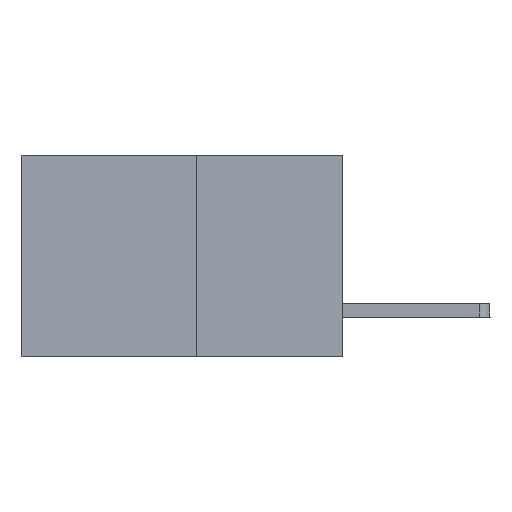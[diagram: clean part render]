
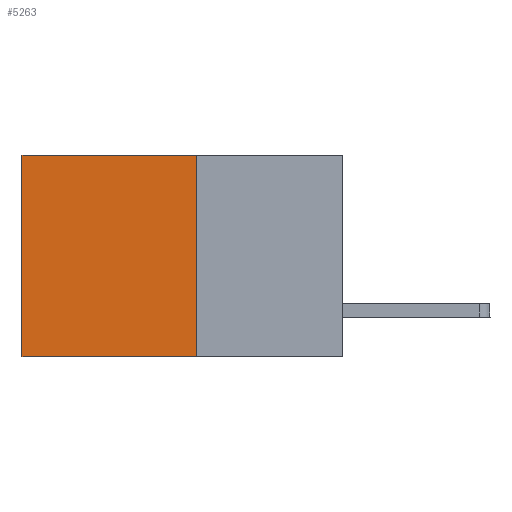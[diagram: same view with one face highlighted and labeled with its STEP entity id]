
A CAD part, left-side view. The second image highlights one B-rep face of the part: STEP entity #5263.
In plain terms, the highlighted planar face has unit normal (-1, 0, 0).
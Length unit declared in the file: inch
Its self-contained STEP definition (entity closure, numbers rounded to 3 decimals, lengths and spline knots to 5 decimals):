
#218 = DIRECTION ( 'NONE',  ( 0., 0., -1. ) ) ;
#484 = DIRECTION ( 'NONE',  ( 0., 0., -1. ) ) ;
#642 = ORIENTED_EDGE ( 'NONE', *, *, #4532, .F. ) ;
#993 = VERTEX_POINT ( 'NONE', #3257 ) ;
#1039 = EDGE_CURVE ( 'NONE', #993, #6798, #5979, .T. ) ;
#1135 = CARTESIAN_POINT ( 'NONE',  ( 0.277, 0.27, -0.37 ) ) ;
#1340 = LINE ( 'NONE', #3932, #8285 ) ;
#1391 = AXIS2_PLACEMENT_3D ( 'NONE', #9462, #7056, #484 ) ;
#1942 = VERTEX_POINT ( 'NONE', #6130 ) ;
#2220 = VECTOR ( 'NONE', #218, 39.37008 ) ;
#2281 = CARTESIAN_POINT ( 'NONE',  ( 0.277, 0.27, -0.37 ) ) ;
#2967 = CARTESIAN_POINT ( 'NONE',  ( 0.277, 0.27, -0.37 ) ) ;
#3257 = CARTESIAN_POINT ( 'NONE',  ( 0.277, 0.59, 0. ) ) ;
#3932 = CARTESIAN_POINT ( 'NONE',  ( 0.277, 0.27, 0. ) ) ;
#4117 = ORIENTED_EDGE ( 'NONE', *, *, #10178, .T. ) ;
#4532 = EDGE_CURVE ( 'NONE', #1942, #5323, #10274, .T. ) ;
#4561 = EDGE_CURVE ( 'NONE', #5323, #6798, #8525, .T. ) ;
#4624 = DIRECTION ( 'NONE',  ( 0., 0., -1. ) ) ;
#5263 = ADVANCED_FACE ( 'NONE', ( #6046 ), #5290, .F. ) ;
#5290 = PLANE ( 'NONE',  #1391 ) ;
#5323 = VERTEX_POINT ( 'NONE', #1135 ) ;
#5584 = DIRECTION ( 'NONE',  ( 0., 1., 0. ) ) ;
#5979 = LINE ( 'NONE', #8332, #2220 ) ;
#6046 = FACE_OUTER_BOUND ( 'NONE', #8124, .T. ) ;
#6130 = CARTESIAN_POINT ( 'NONE',  ( 0.277, 0.27, 0. ) ) ;
#6798 = VERTEX_POINT ( 'NONE', #7394 ) ;
#7056 = DIRECTION ( 'NONE',  ( 1., 0., 0. ) ) ;
#7276 = ORIENTED_EDGE ( 'NONE', *, *, #1039, .T. ) ;
#7394 = CARTESIAN_POINT ( 'NONE',  ( 0.277, 0.59, -0.37 ) ) ;
#8124 = EDGE_LOOP ( 'NONE', ( #7276, #9872, #642, #4117 ) ) ;
#8285 = VECTOR ( 'NONE', #5584, 39.37008 ) ;
#8332 = CARTESIAN_POINT ( 'NONE',  ( 0.277, 0.59, -0.37 ) ) ;
#8525 = LINE ( 'NONE', #2281, #9892 ) ;
#8680 = DIRECTION ( 'NONE',  ( 0., 1., 0. ) ) ;
#9462 = CARTESIAN_POINT ( 'NONE',  ( 0.277, 0.27, -0.37 ) ) ;
#9872 = ORIENTED_EDGE ( 'NONE', *, *, #4561, .F. ) ;
#9892 = VECTOR ( 'NONE', #8680, 39.37008 ) ;
#10058 = VECTOR ( 'NONE', #4624, 39.37008 ) ;
#10178 = EDGE_CURVE ( 'NONE', #1942, #993, #1340, .T. ) ;
#10274 = LINE ( 'NONE', #2967, #10058 ) ;
